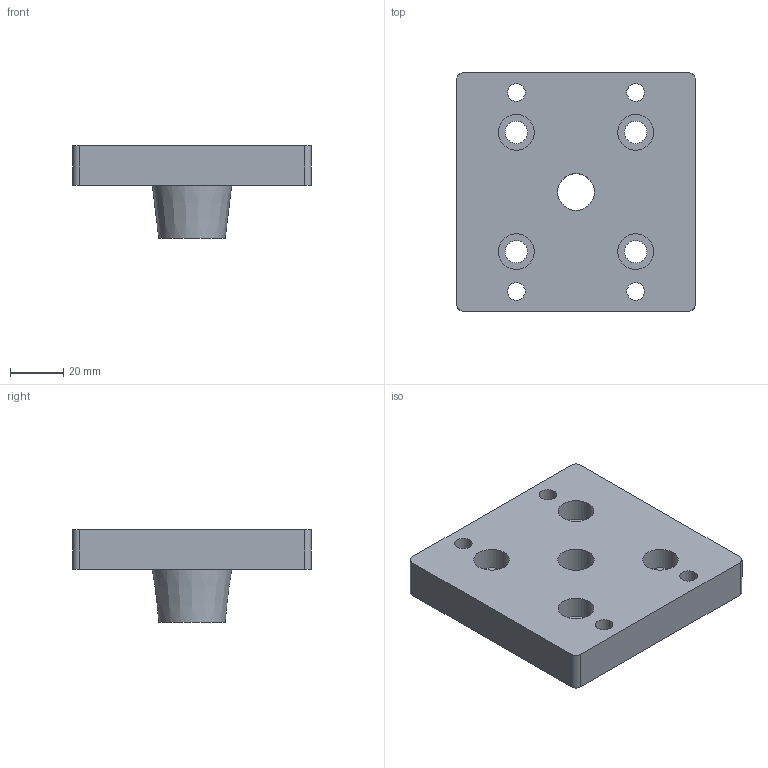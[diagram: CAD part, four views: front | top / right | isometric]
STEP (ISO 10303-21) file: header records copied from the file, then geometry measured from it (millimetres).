
FILE_DESCRIPTION(/* description */ ('Flangia 90x90 M16 codolo'),/* implementation_level */ '2;1');
FILE_NAME(/* name */ 'DPSXX0002136.stp',/* time_stamp */ '2018-11-05T17:32:53+01:00',/* author */ ('fzagni'),/* organization */ (''),/* preprocessor_version */ 'ST-DEVELOPER v16.1',/* originating_system */ 'Autodesk Inventor 2016',/* authorisation */ '');
FILE_SCHEMA (('AUTOMOTIVE_DESIGN { 1 0 10303 214 3 1 1 }'));
Length unit declared in the file: millimetre
Products named in the file (1): 3731_NEW_NEW
Bounding box: 90 x 90 x 35 mm (x, y, z)
Volume: 119645.7 mm3; surface area: 26928.4 mm2
Topology: 1 solids, 1 shells, 29 faces, 71 edges, 49 vertices
Faces by surface type: cylinder 17, plane 11, cone 1
Full cylindrical faces by diameter (mm): 6.647 x4, 8.5 x4, 13.5 x4, 13.835 x1
Entity records: 826 total; most frequent: DIRECTION 148, CARTESIAN_POINT 126, ORIENTED_EDGE 104, EDGE_LOOP 66, AXIS2_PLACEMENT_3D 66, EDGE_CURVE 52, VERTEX_POINT 44, FACE_BOUND 37
